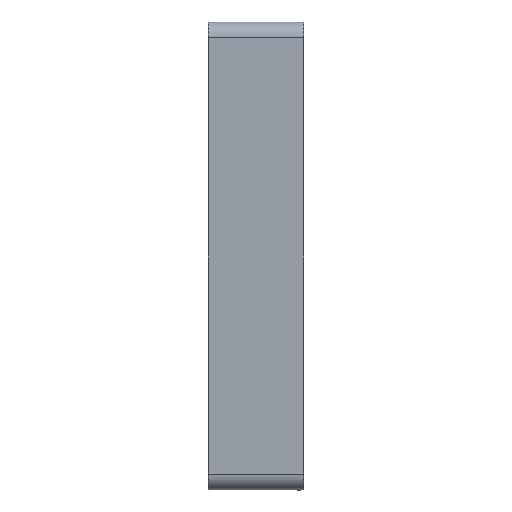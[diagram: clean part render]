
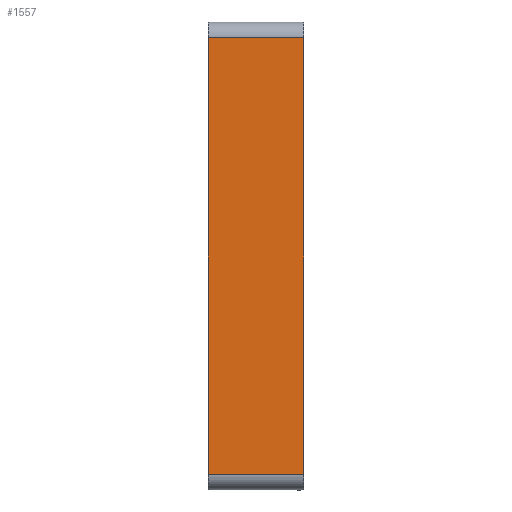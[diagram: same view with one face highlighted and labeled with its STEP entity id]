
A CAD part, left-side view. The second image highlights one B-rep face of the part: STEP entity #1557.
In plain terms, the highlighted planar face has unit normal (-1, 0, 0).
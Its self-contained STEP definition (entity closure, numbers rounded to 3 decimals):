
#67=PLANE('',#1667);
#132=FACE_OUTER_BOUND('',#220,.T.);
#220=EDGE_LOOP('',(#1182,#1183,#1184,#1185));
#309=LINE('',#2224,#483);
#313=LINE('',#2238,#487);
#321=LINE('',#2259,#495);
#364=LINE('',#2347,#538);
#483=VECTOR('',#1780,10.);
#487=VECTOR('',#1792,10.);
#495=VECTOR('',#1810,10.);
#538=VECTOR('',#1891,10.);
#704=VERTEX_POINT('',#2217);
#707=VERTEX_POINT('',#2222);
#713=VERTEX_POINT('',#2236);
#721=VERTEX_POINT('',#2257);
#851=EDGE_CURVE('',#707,#704,#309,.T.);
#858=EDGE_CURVE('',#713,#707,#313,.T.);
#868=EDGE_CURVE('',#721,#713,#321,.T.);
#912=EDGE_CURVE('',#704,#721,#364,.T.);
#1182=ORIENTED_EDGE('',*,*,#851,.F.);
#1183=ORIENTED_EDGE('',*,*,#858,.F.);
#1184=ORIENTED_EDGE('',*,*,#868,.F.);
#1185=ORIENTED_EDGE('',*,*,#912,.F.);
#1557=ADVANCED_FACE('',(#132),#67,.T.);
#1667=AXIS2_PLACEMENT_3D('',#2346,#1889,#1890);
#1780=DIRECTION('',(0.,1.,0.));
#1792=DIRECTION('',(0.,0.,-1.));
#1810=DIRECTION('',(0.,-1.,0.));
#1889=DIRECTION('center_axis',(-1.,0.,0.));
#1890=DIRECTION('ref_axis',(0.,0.,1.));
#1891=DIRECTION('',(0.,0.,1.));
#2217=CARTESIAN_POINT('',(-22.622,15.,-34.396));
#2222=CARTESIAN_POINT('',(-22.622,0.,-34.396));
#2224=CARTESIAN_POINT('',(-22.622,0.,-34.396));
#2236=CARTESIAN_POINT('',(-22.622,0.,34.397));
#2238=CARTESIAN_POINT('',(-22.622,0.,36.897));
#2257=CARTESIAN_POINT('',(-22.622,15.,34.397));
#2259=CARTESIAN_POINT('',(-22.622,0.,34.397));
#2346=CARTESIAN_POINT('Origin',(-22.622,0.,-36.896));
#2347=CARTESIAN_POINT('',(-22.622,15.,36.897));
